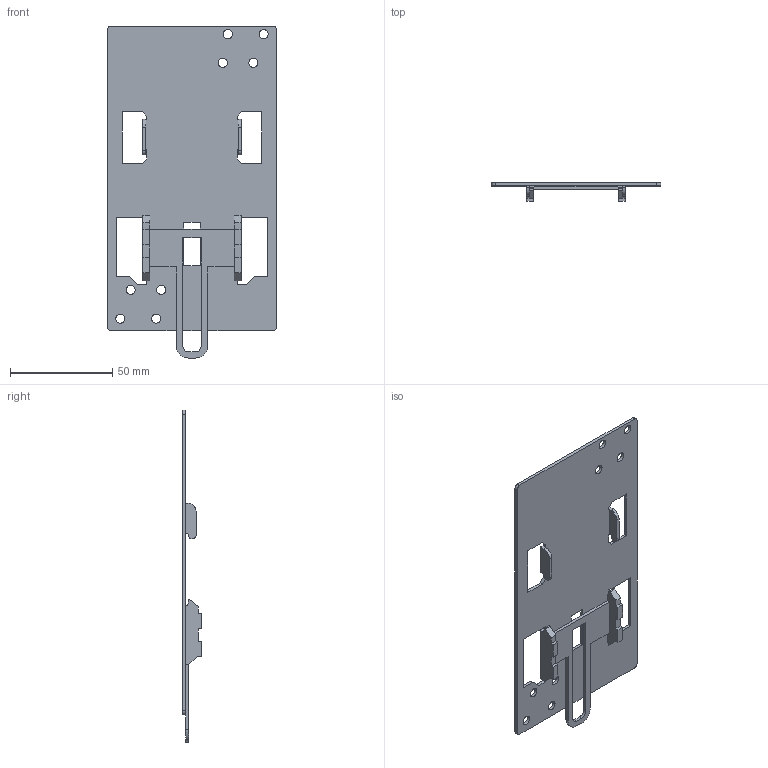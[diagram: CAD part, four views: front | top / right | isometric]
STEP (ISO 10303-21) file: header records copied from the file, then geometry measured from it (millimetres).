
FILE_DESCRIPTION(('CATIA V5 STEP Exchange'),'2;1');
FILE_NAME('1SDH001295R0275_1PA_001_00_XT2_4P_FIXED_DIN_RAIL.stp','2014-11-11T15:24:38+00:00',('none'),('none'),'CATIA Version 5 Release 20 SP 1 (IN-10)','CATIA V5 STEP AP214','none');
FILE_SCHEMA(('AUTOMOTIVE_DESIGN { 1 0 10303 214 1 1 1 1 }'));
Length unit declared in the file: millimetre
Products named in the file (1): 1SDH001295R0275_1PA_001_00_XT2_4P_FIXED_DIN_RAIL
Bounding box: 83 x 9 x 162.25 mm (x, y, z)
Volume: 19003 mm3; surface area: 24827.7 mm2
Topology: 1 solids, 1 shells, 126 faces, 385 edges, 255 vertices
Faces by surface type: plane 96, cylinder 30
Entity records: 4067 total; most frequent: ORIENTED_EDGE 770, CARTESIAN_POINT 742, DIRECTION 537, EDGE_CURVE 385, VECTOR 323, LINE 323, VERTEX_POINT 255, EDGE_LOOP 150
